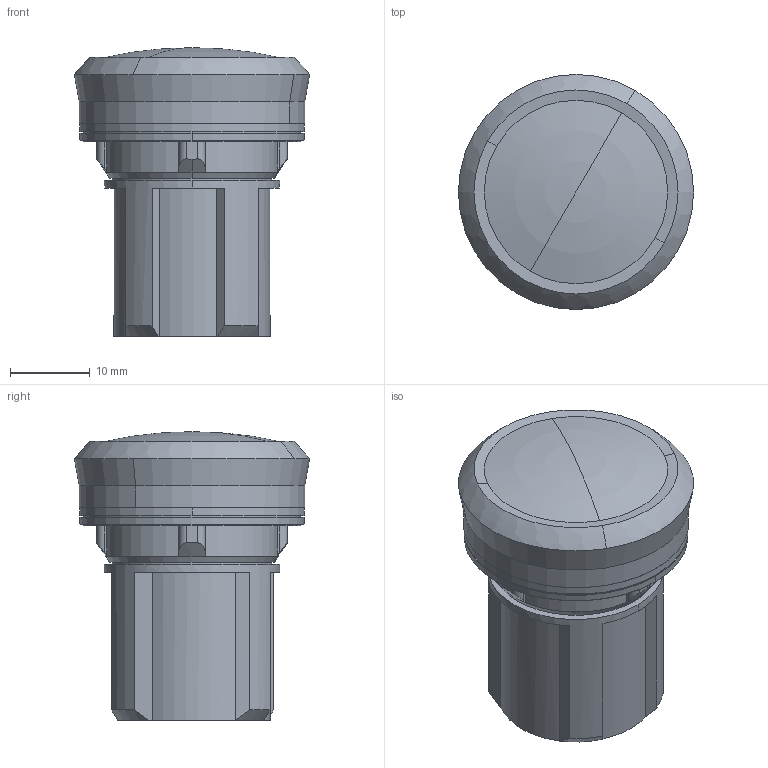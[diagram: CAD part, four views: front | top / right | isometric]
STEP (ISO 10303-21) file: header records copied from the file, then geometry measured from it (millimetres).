
FILE_DESCRIPTION(('STEP AP214'),'1');
FILE_NAME('cctmp_7E4C5CCB-2474-4913-BE21-C08A30B6ED1F_2023_07_21_17_37_16_0587..stp','2023-07-21T15:37:16',('SIEMENS A&D'),('CADClick - www.CADClick.com'),'Spatial InterOp 3D postprocessed',' ','unknown authorization');
FILE_SCHEMA(('AUTOMOTIVE_DESIGN'));
Length unit declared in the file: millimetre
Products named in the file (1): 2023_07_21_17_37_16_0581
Bounding box: 29.5 x 29.5 x 36.2 mm (x, y, z)
Volume: 8687.9 mm3; surface area: 6307.8 mm2
Topology: 1 solids, 1 shells, 90 faces, 232 edges, 151 vertices
Faces by surface type: plane 34, cylinder 32, cone 20, torus 4
Entity records: 3134 total; most frequent: CARTESIAN_POINT 626, DIRECTION 480, ORIENTED_EDGE 460, EDGE_CURVE 230, AXIS2_PLACEMENT_3D 191, VERTEX_POINT 151, EDGE_LOOP 101, CIRCLE 100
